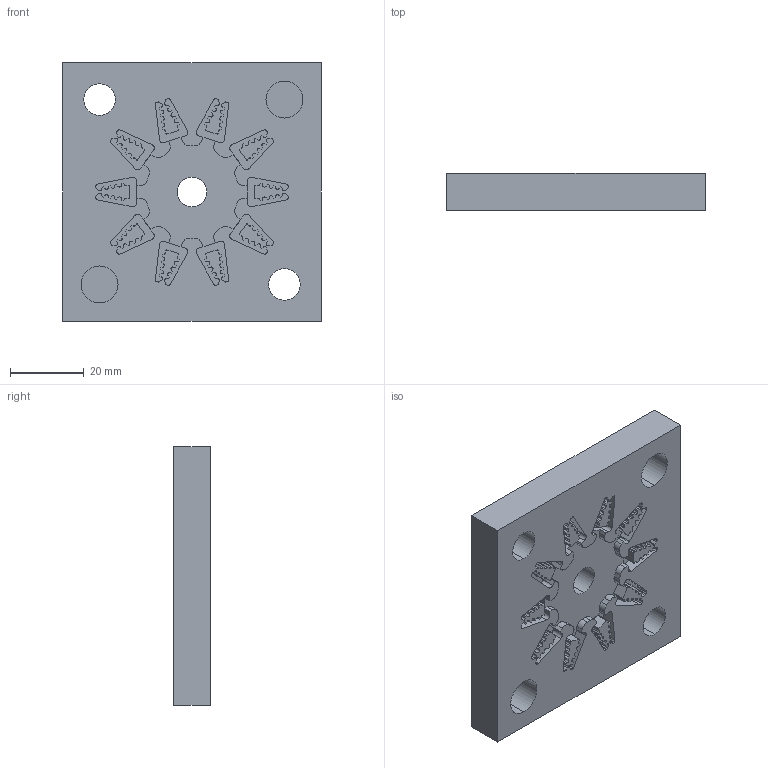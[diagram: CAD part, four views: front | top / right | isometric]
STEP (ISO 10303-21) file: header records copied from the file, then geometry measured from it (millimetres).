
FILE_DESCRIPTION (( 'STEP AP214' ), '1' );
FILE_NAME ('ARL-CI01-02-B-COUVERCLE.STEP', '2023-02-15T19:22:02', ( 'T' ), ( 'F' ), 'SwSTEP 2.0', 'SolidWorks 2001340', '' );
FILE_SCHEMA (( 'AUTOMOTIVE_DESIGN' ));
Length unit declared in the file: millimetre
Products named in the file (1): ARL-CI01-02-B-COUVERCLE
Bounding box: 70 x 10 x 70 mm (x, y, z)
Volume: 43640.4 mm3; surface area: 15701.7 mm2
Topology: 1 solids, 1 shells, 673 faces, 2004 edges, 1336 vertices
Faces by surface type: plane 379, cylinder 294
Entity records: 22721 total; most frequent: CARTESIAN_POINT 4014, ORIENTED_EDGE 4008, DIRECTION 3940, EDGE_CURVE 2004, LINE 1416, VECTOR 1416, VERTEX_POINT 1336, AXIS2_PLACEMENT_3D 1262
